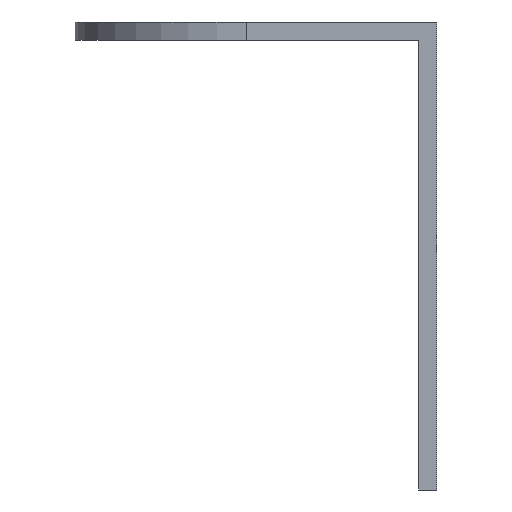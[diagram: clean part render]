
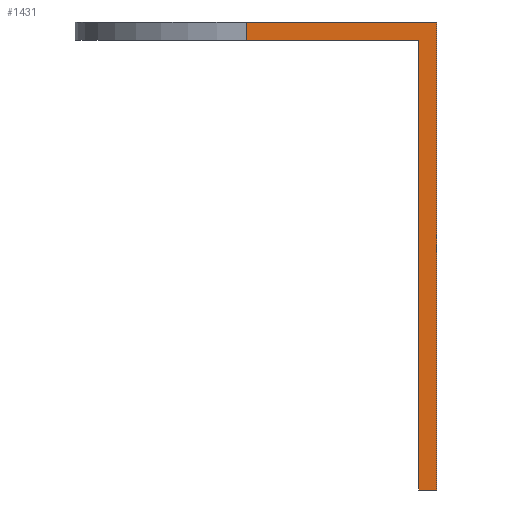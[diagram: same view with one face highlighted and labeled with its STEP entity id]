
A CAD part, left-side view. The second image highlights one B-rep face of the part: STEP entity #1431.
In plain terms, the highlighted planar face has unit normal (-1, 0, 0).
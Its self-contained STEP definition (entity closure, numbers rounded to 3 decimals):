
#196 = CARTESIAN_POINT ( 'NONE',  ( -18.8, 0., 0. ) ) ;
#204 = DIRECTION ( 'NONE',  ( 0., 0., -1. ) ) ;
#405 = VECTOR ( 'NONE', #991, 1000. ) ;
#421 = CARTESIAN_POINT ( 'NONE',  ( -18.8, -18.8, -49.2 ) ) ;
#502 = DIRECTION ( 'NONE',  ( 0., 0., 1. ) ) ;
#546 = DIRECTION ( 'NONE',  ( -1., 0., 0. ) ) ;
#588 = CARTESIAN_POINT ( 'NONE',  ( -18.8, -18.8, 0. ) ) ;
#632 = VECTOR ( 'NONE', #2500, 1000. ) ;
#744 = VECTOR ( 'NONE', #204, 1000. ) ;
#796 = LINE ( 'NONE', #588, #1014 ) ;
#848 = CARTESIAN_POINT ( 'NONE',  ( -18.8, -18.8, 0. ) ) ;
#876 = ORIENTED_EDGE ( 'NONE', *, *, #1702, .F. ) ;
#908 = EDGE_CURVE ( 'NONE', #2509, #2140, #1698, .T. ) ;
#956 = CARTESIAN_POINT ( 'NONE',  ( -18.8, 0., 2. ) ) ;
#991 = DIRECTION ( 'NONE',  ( 0., 0., -1. ) ) ;
#1014 = VECTOR ( 'NONE', #1616, 1000. ) ;
#1041 = LINE ( 'NONE', #1253, #744 ) ;
#1049 = VECTOR ( 'NONE', #2457, 1000. ) ;
#1083 = VERTEX_POINT ( 'NONE', #2024 ) ;
#1150 = ORIENTED_EDGE ( 'NONE', *, *, #1599, .F. ) ;
#1183 = CARTESIAN_POINT ( 'NONE',  ( -18.8, 0., 0. ) ) ;
#1194 = VERTEX_POINT ( 'NONE', #1885 ) ;
#1197 = DIRECTION ( 'NONE',  ( 0., -1., 0. ) ) ;
#1232 = LINE ( 'NONE', #196, #1394 ) ;
#1253 = CARTESIAN_POINT ( 'NONE',  ( -18.8, -20.8, 0. ) ) ;
#1394 = VECTOR ( 'NONE', #1197, 1000. ) ;
#1431 = ADVANCED_FACE ( 'NONE', ( #2474 ), #2532, .T. ) ;
#1487 = ORIENTED_EDGE ( 'NONE', *, *, #2578, .T. ) ;
#1502 = VERTEX_POINT ( 'NONE', #421 ) ;
#1503 = CARTESIAN_POINT ( 'NONE',  ( -18.8, 0., 2. ) ) ;
#1562 = EDGE_CURVE ( 'NONE', #1083, #1733, #1232, .T. ) ;
#1599 = EDGE_CURVE ( 'NONE', #1194, #1502, #1614, .T. ) ;
#1614 = LINE ( 'NONE', #2422, #1049 ) ;
#1616 = DIRECTION ( 'NONE',  ( 0., 0., -1. ) ) ;
#1698 = LINE ( 'NONE', #1503, #632 ) ;
#1700 = AXIS2_PLACEMENT_3D ( 'NONE', #2559, #546, #502 ) ;
#1702 = EDGE_CURVE ( 'NONE', #2509, #1194, #1041, .T. ) ;
#1733 = VERTEX_POINT ( 'NONE', #848 ) ;
#1797 = EDGE_LOOP ( 'NONE', ( #2025, #1487, #2046, #2576, #1150, #876 ) ) ;
#1885 = CARTESIAN_POINT ( 'NONE',  ( -18.8, -20.8, -49.2 ) ) ;
#2024 = CARTESIAN_POINT ( 'NONE',  ( -18.8, 0., 0. ) ) ;
#2025 = ORIENTED_EDGE ( 'NONE', *, *, #908, .T. ) ;
#2046 = ORIENTED_EDGE ( 'NONE', *, *, #1562, .T. ) ;
#2140 = VERTEX_POINT ( 'NONE', #956 ) ;
#2412 = CARTESIAN_POINT ( 'NONE',  ( -18.8, -20.8, 2. ) ) ;
#2422 = CARTESIAN_POINT ( 'NONE',  ( -18.8, -19.8, -49.2 ) ) ;
#2457 = DIRECTION ( 'NONE',  ( 0., 1., 0. ) ) ;
#2474 = FACE_OUTER_BOUND ( 'NONE', #1797, .T. ) ;
#2500 = DIRECTION ( 'NONE',  ( 0., 1., 0. ) ) ;
#2509 = VERTEX_POINT ( 'NONE', #2412 ) ;
#2532 = PLANE ( 'NONE',  #1700 ) ;
#2542 = EDGE_CURVE ( 'NONE', #1733, #1502, #796, .T. ) ;
#2559 = CARTESIAN_POINT ( 'NONE',  ( -18.8, 0., 0. ) ) ;
#2576 = ORIENTED_EDGE ( 'NONE', *, *, #2542, .T. ) ;
#2578 = EDGE_CURVE ( 'NONE', #2140, #1083, #2616, .T. ) ;
#2616 = LINE ( 'NONE', #1183, #405 ) ;
